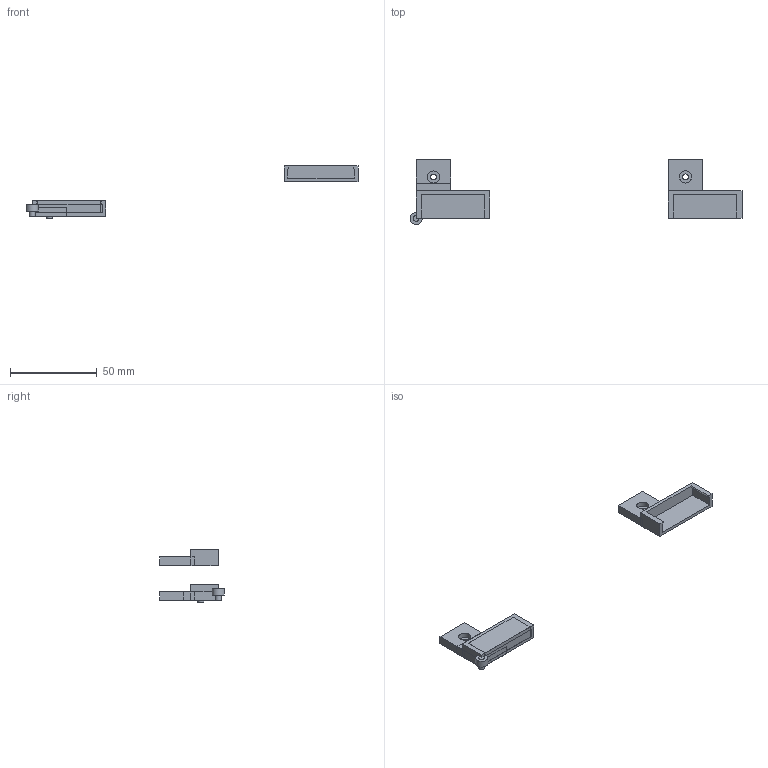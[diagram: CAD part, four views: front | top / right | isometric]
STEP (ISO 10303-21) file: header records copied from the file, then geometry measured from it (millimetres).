
FILE_DESCRIPTION(('FreeCAD Model'),'2;1');
FILE_NAME('Open CASCADE Shape Model','2024-01-22T17:02:13',('Author'),( ''),'Open CASCADE STEP processor 7.5','FreeCAD','Unknown');
FILE_SCHEMA(('AUTOMOTIVE_DESIGN { 1 0 10303 214 1 1 1 1 }'));
Length unit declared in the file: millimetre
Products named in the file (12): Blobifier4; cube; cylinder001; cube001; cube003; cylinder; cube002; difference; difference001; union; Matrix_Union; hull
Assembly tree (11 placements, depth 2):
  Blobifier4
    cube
    cylinder001
    cube001
    cube003
    cylinder
    cube002
    difference
    difference001
    union
    Matrix_Union
    hull
Bounding box: 191 x 37.3 x 30 mm (x, y, z)
Volume: 26568.1 mm3; surface area: 16593.2 mm2
Topology: 11 solids, 11 shells, 87 faces, 180 edges, 119 vertices
Faces by surface type: plane 79, cylinder 8
Full cylindrical faces by diameter (mm): 3.4 x4, 7 x4
Entity records: 2575 total; most frequent: CARTESIAN_POINT 398, DIRECTION 395, ORIENTED_EDGE 360, EDGE_CURVE 180, LINE 163, VECTOR 163, VERTEX_POINT 119, AXIS2_PLACEMENT_3D 116
